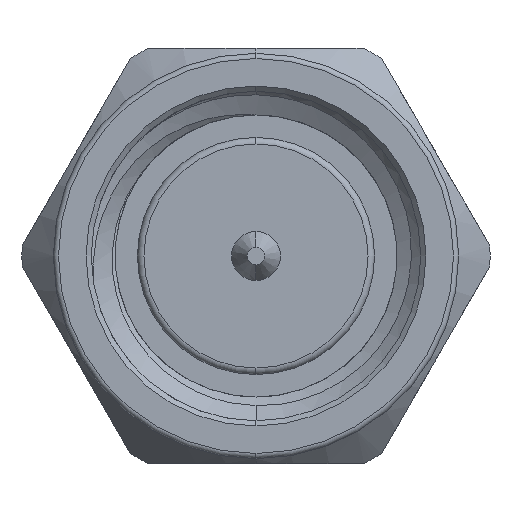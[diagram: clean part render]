
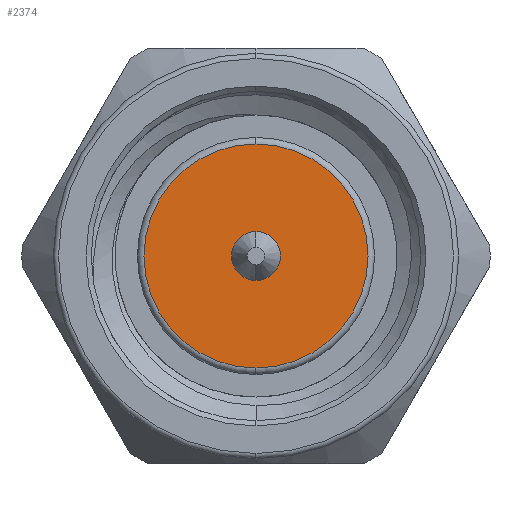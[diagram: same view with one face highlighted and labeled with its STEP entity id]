
A CAD part, left-side view. The second image highlights one B-rep face of the part: STEP entity #2374.
In plain terms, the highlighted planar face has unit normal (-1, 0, 0).
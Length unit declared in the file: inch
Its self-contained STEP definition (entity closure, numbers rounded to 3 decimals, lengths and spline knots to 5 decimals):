
#460 = DIRECTION ( 'NONE',  ( -1., 0., 0. ) ) ;
#642 = EDGE_LOOP ( 'NONE', ( #3304, #2132 ) ) ;
#643 = CIRCLE ( 'NONE', #1578, 0.085 ) ;
#656 = CARTESIAN_POINT ( 'NONE',  ( 0.11, 0., 0.085 ) ) ;
#749 = VERTEX_POINT ( 'NONE', #656 ) ;
#1098 = CARTESIAN_POINT ( 'NONE',  ( 0.11, 0., 0. ) ) ;
#1284 = DIRECTION ( 'NONE',  ( 0., 0., -1. ) ) ;
#1578 = AXIS2_PLACEMENT_3D ( 'NONE', #1098, #3372, #2200 ) ;
#1841 = AXIS2_PLACEMENT_3D ( 'NONE', #3979, #6139, #1284 ) ;
#1842 = FACE_BOUND ( 'NONE', #642, .T. ) ;
#1948 = AXIS2_PLACEMENT_3D ( 'NONE', #6732, #6870, #3954 ) ;
#2058 = CIRCLE ( 'NONE', #4850, 0.0185 ) ;
#2067 = EDGE_CURVE ( 'NONE', #2805, #5252, #2058, .T. ) ;
#2132 = ORIENTED_EDGE ( 'NONE', *, *, #2067, .F. ) ;
#2200 = DIRECTION ( 'NONE',  ( 0., 0., -1. ) ) ;
#2374 = ADVANCED_FACE ( 'NONE', ( #1842, #2963 ), #5188, .F. ) ;
#2771 = EDGE_CURVE ( 'NONE', #5252, #2805, #6500, .T. ) ;
#2805 = VERTEX_POINT ( 'NONE', #2889 ) ;
#2889 = CARTESIAN_POINT ( 'NONE',  ( 0.11, 0., 0.0185 ) ) ;
#2963 = FACE_OUTER_BOUND ( 'NONE', #5934, .T. ) ;
#3274 = DIRECTION ( 'NONE',  ( 0., 0., -1. ) ) ;
#3304 = ORIENTED_EDGE ( 'NONE', *, *, #2771, .F. ) ;
#3372 = DIRECTION ( 'NONE',  ( -1., 0., 0. ) ) ;
#3403 = CARTESIAN_POINT ( 'NONE',  ( 0.11, 0., -0.0185 ) ) ;
#3710 = ORIENTED_EDGE ( 'NONE', *, *, #5539, .T. ) ;
#3954 = DIRECTION ( 'NONE',  ( 0., 1., 0. ) ) ;
#3979 = CARTESIAN_POINT ( 'NONE',  ( 0.11, 0., 0. ) ) ;
#4130 = CIRCLE ( 'NONE', #4710, 0.085 ) ;
#4326 = CARTESIAN_POINT ( 'NONE',  ( 0.11, 0., 0. ) ) ;
#4710 = AXIS2_PLACEMENT_3D ( 'NONE', #4326, #460, #3274 ) ;
#4718 = CARTESIAN_POINT ( 'NONE',  ( 0.11, 0., -0.085 ) ) ;
#4850 = AXIS2_PLACEMENT_3D ( 'NONE', #6191, #5641, #6266 ) ;
#5188 = PLANE ( 'NONE',  #1948 ) ;
#5252 = VERTEX_POINT ( 'NONE', #3403 ) ;
#5539 = EDGE_CURVE ( 'NONE', #749, #6676, #4130, .T. ) ;
#5641 = DIRECTION ( 'NONE',  ( -1., 0., 0. ) ) ;
#5934 = EDGE_LOOP ( 'NONE', ( #6380, #3710 ) ) ;
#6139 = DIRECTION ( 'NONE',  ( -1., 0., 0. ) ) ;
#6191 = CARTESIAN_POINT ( 'NONE',  ( 0.11, 0., 0. ) ) ;
#6266 = DIRECTION ( 'NONE',  ( 0., 0., -1. ) ) ;
#6380 = ORIENTED_EDGE ( 'NONE', *, *, #6797, .T. ) ;
#6500 = CIRCLE ( 'NONE', #1841, 0.0185 ) ;
#6676 = VERTEX_POINT ( 'NONE', #4718 ) ;
#6732 = CARTESIAN_POINT ( 'NONE',  ( 0.11, 0.125, 0. ) ) ;
#6797 = EDGE_CURVE ( 'NONE', #6676, #749, #643, .T. ) ;
#6870 = DIRECTION ( 'NONE',  ( 1., 0., 0. ) ) ;
